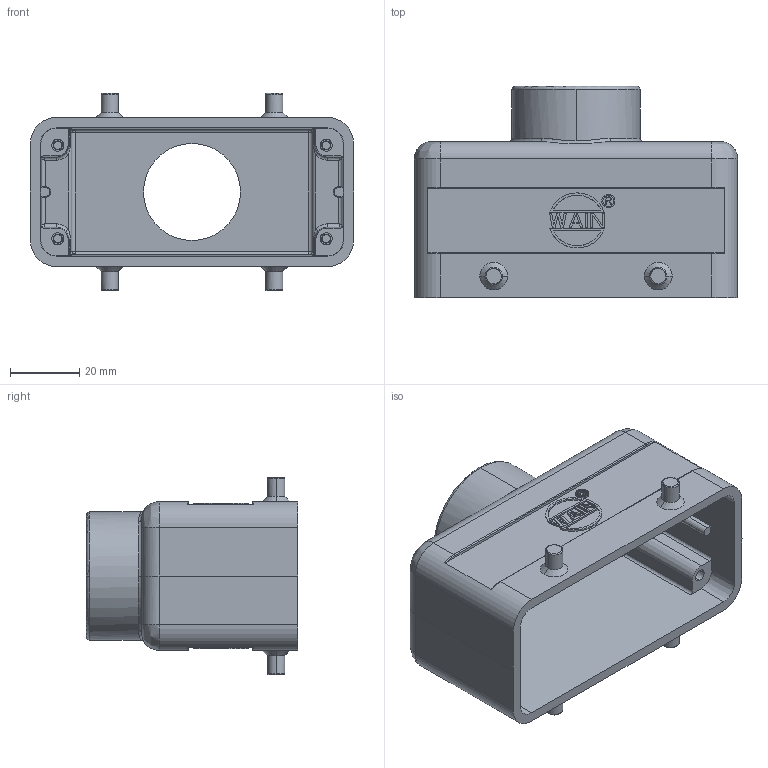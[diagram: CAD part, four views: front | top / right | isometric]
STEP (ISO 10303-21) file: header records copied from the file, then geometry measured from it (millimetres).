
FILE_DESCRIPTION((''),'2;1');
FILE_NAME('H16B-TE-4B-M32','2020-09-09T',('lian.chen'),(''),'PRO/ENGINEER BY PARAMETRIC TECHNOLOGY CORPORATION, 2012480','PRO/ENGINEER BY PARAMETRIC TECHNOLOGY CORPORATION, 2012480','');
FILE_SCHEMA(('AUTOMOTIVE_DESIGN { 1 0 10303 214 1 1 1 1 }'));
Length unit declared in the file: millimetre
Products named in the file (1): H16B-TE-4B-M32
Bounding box: 93.5 x 61 x 57 mm (x, y, z)
Surface area: 32610 mm2 (no closed solid volume)
Topology: 0 solids, 1 shells, 386 faces, 1015 edges, 650 vertices
Faces by surface type: plane 220, cylinder 58, cone 42, bspline 26, torus 26, extrusion 8, sphere 6
Entity records: 16417 total; most frequent: CARTESIAN_POINT 3978, ORIENTED_EDGE 1952, DIRECTION 1870, PRESENTATION_STYLE_ASSIGNMENT 1010, STYLED_ITEM 1010, CURVE_STYLE 1009, EDGE_CURVE 1009, VERTEX_POINT 650
